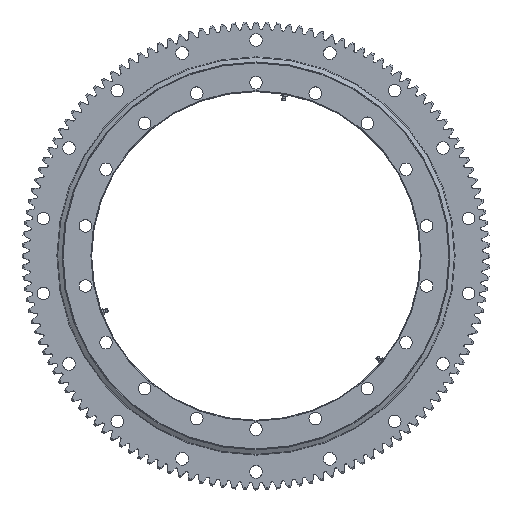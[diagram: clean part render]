
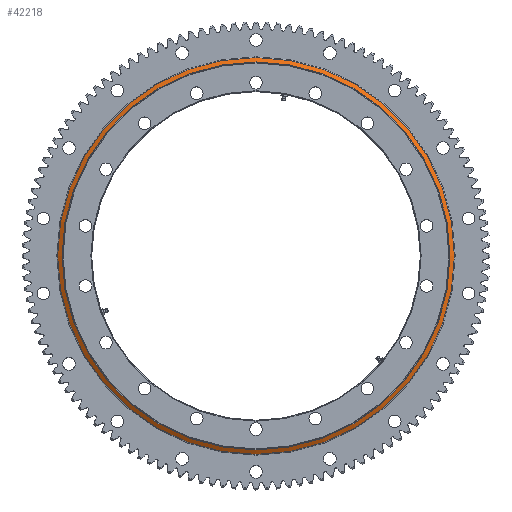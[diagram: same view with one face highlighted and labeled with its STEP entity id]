
A CAD part, top view. The second image highlights one B-rep face of the part: STEP entity #42218.
In plain terms, the highlighted conical face has half-angle 58.57 degrees and reference radius 338.25 mm.
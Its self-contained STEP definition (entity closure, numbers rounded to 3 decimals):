
#2492 = DIRECTION ( 'NONE',  ( 0., -1., 0. ) ) ;
#8971 = CIRCLE ( 'NONE', #29806, 338.25 ) ;
#12112 = ORIENTED_EDGE ( 'NONE', *, *, #83592, .T. ) ;
#14060 = AXIS2_PLACEMENT_3D ( 'NONE', #36971, #2492, #36675 ) ;
#19458 = CARTESIAN_POINT ( 'NONE',  ( 331.25, 2., 0. ) ) ;
#19478 = FACE_BOUND ( 'NONE', #45669, .T. ) ;
#20127 = VERTEX_POINT ( 'NONE', #59475 ) ;
#23662 = AXIS2_PLACEMENT_3D ( 'NONE', #19458, #68242, #67045 ) ;
#25358 = DIRECTION ( 'NONE',  ( 0., 0., -1. ) ) ;
#28705 = EDGE_CURVE ( 'NONE', #35528, #35528, #60508, .T. ) ;
#29806 = AXIS2_PLACEMENT_3D ( 'NONE', #46990, #75039, #25358 ) ;
#33369 = EDGE_LOOP ( 'NONE', ( #75835 ) ) ;
#35528 = VERTEX_POINT ( 'NONE', #55546 ) ;
#36675 = DIRECTION ( 'NONE',  ( 0., 0., -1. ) ) ;
#36971 = CARTESIAN_POINT ( 'NONE',  ( 331.25, -2.61, 0. ) ) ;
#42218 = ADVANCED_FACE ( 'NONE', ( #75098, #19478 ), #56588, .T. ) ;
#45669 = EDGE_LOOP ( 'NONE', ( #12112 ) ) ;
#46990 = CARTESIAN_POINT ( 'NONE',  ( 331.25, 2., 0. ) ) ;
#55546 = CARTESIAN_POINT ( 'NONE',  ( 331.25, -2.61, -345.794 ) ) ;
#56588 = CONICAL_SURFACE ( 'NONE', #23662, 338.25, 1.022 ) ;
#59475 = CARTESIAN_POINT ( 'NONE',  ( 331.25, 2., -338.25 ) ) ;
#60508 = CIRCLE ( 'NONE', #14060, 345.794 ) ;
#67045 = DIRECTION ( 'NONE',  ( 0., 0., -1. ) ) ;
#68242 = DIRECTION ( 'NONE',  ( 0., -1., 0. ) ) ;
#75039 = DIRECTION ( 'NONE',  ( 0., -1., 0. ) ) ;
#75098 = FACE_OUTER_BOUND ( 'NONE', #33369, .T. ) ;
#75835 = ORIENTED_EDGE ( 'NONE', *, *, #28705, .F. ) ;
#83592 = EDGE_CURVE ( 'NONE', #20127, #20127, #8971, .T. ) ;
